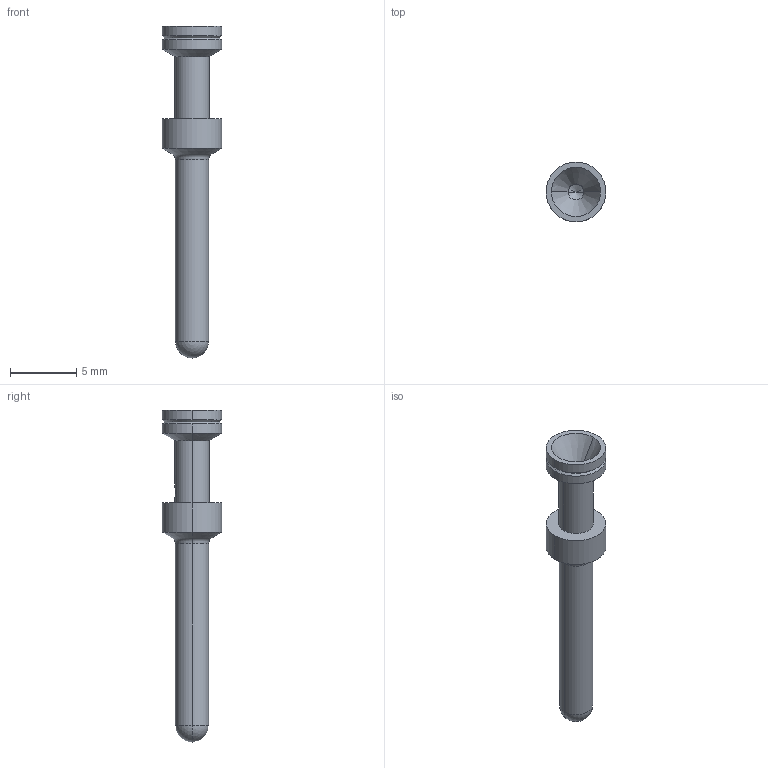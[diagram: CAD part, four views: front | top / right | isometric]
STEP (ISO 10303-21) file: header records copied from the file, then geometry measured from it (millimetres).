
FILE_DESCRIPTION (( 'STEP AP203' ), '1' );
FILE_NAME ('14106364.step', '2025-03-19T11:47:04', ( '' ), ( '' ), 'SwSTEP 2.0', 'SolidWorks 2024', '' );
FILE_SCHEMA (( 'CONFIG_CONTROL_DESIGN' ));
Length unit declared in the file: millimetre
Products named in the file (1): 14106364
Bounding box: 4.5 x 4.5 x 25 mm (x, y, z)
Volume: 153.9 mm3; surface area: 297.2 mm2
Topology: 1 solids, 1 shells, 32 faces, 70 edges, 38 vertices
Faces by surface type: cylinder 14, cone 12, sphere 2, torus 2, plane 2
Entity records: 937 total; most frequent: CARTESIAN_POINT 175, DIRECTION 160, ORIENTED_EDGE 128, AXIS2_PLACEMENT_3D 67, EDGE_CURVE 64, VERTEX_POINT 36, EDGE_LOOP 36, CIRCLE 34
